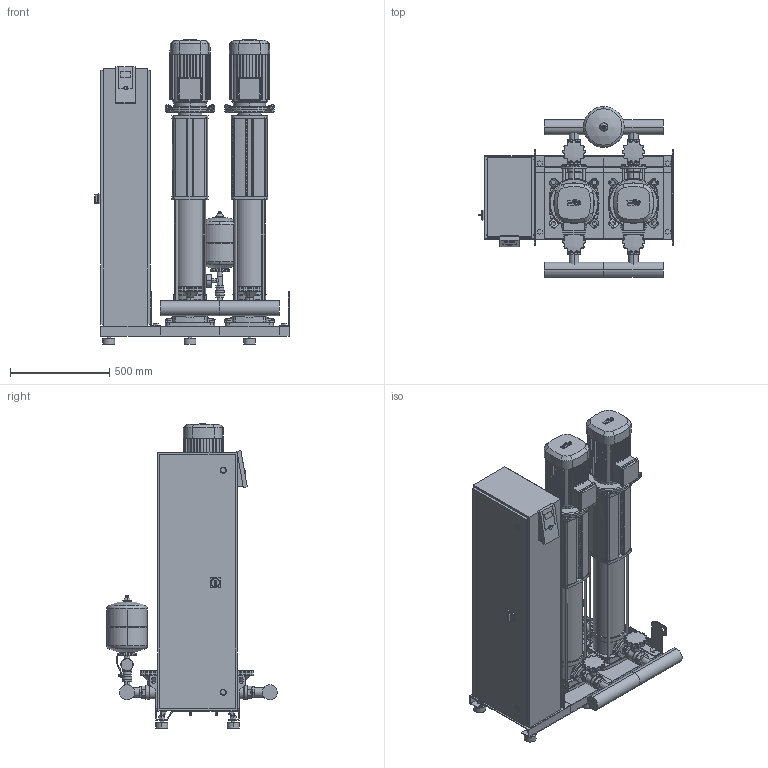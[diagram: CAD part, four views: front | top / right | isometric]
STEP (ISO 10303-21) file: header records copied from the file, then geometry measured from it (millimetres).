
FILE_DESCRIPTION((''),'2;1');
FILE_NAME('3d_SiBoostSmart2HELIXV1610-2536160.stp','2016-01-25T10:19:25',(''),(''),'Mechanical Desktop 2009','Mechanical Desktop 2009',', , ');
FILE_SCHEMA(('CONFIG_CONTROL_DESIGN'));
Length unit declared in the file: millimetre
Products named in the file (1): Product
Bounding box: 980 x 861.05 x 1533.2 mm (x, y, z)
Volume: 213778434.7 mm3; surface area: 11095899.7 mm2
Topology: 123 solids, 123 shells, 4324 faces, 11378 edges, 7464 vertices
Faces by surface type: plane 1869, bspline 1267, cylinder 934, cone 162, torus 74, sphere 18
Entity records: 142002 total; most frequent: CARTESIAN_POINT 35560, ORIENTED_EDGE 22732, DIRECTION 20278, EDGE_CURVE 11366, VECTOR 7678, LINE 7678, VERTEX_POINT 7460, AXIS2_PLACEMENT_3D 6300
